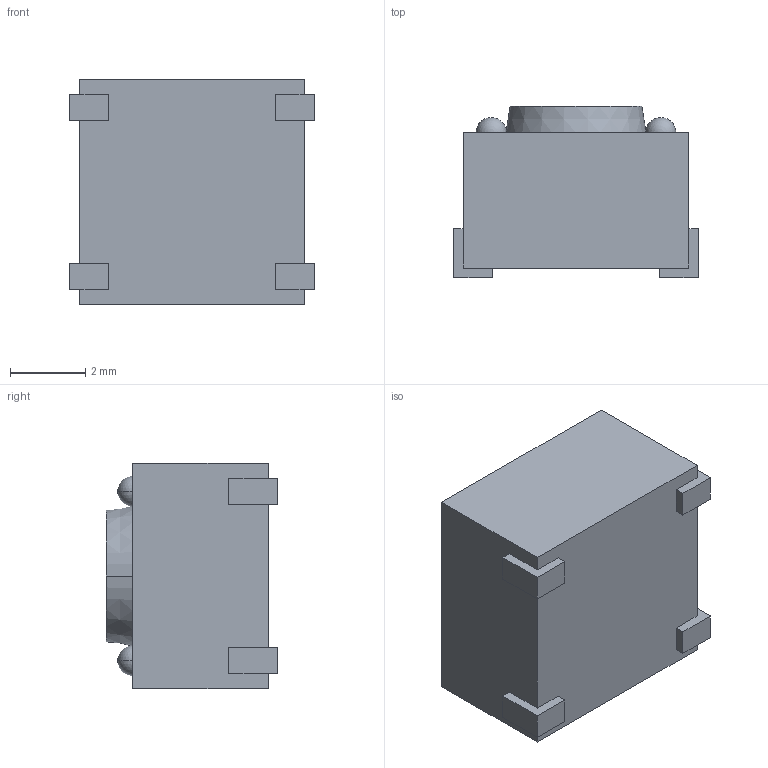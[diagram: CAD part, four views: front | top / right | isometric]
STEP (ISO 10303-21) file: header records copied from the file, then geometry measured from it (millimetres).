
FILE_DESCRIPTION (( 'STEP AP214' ), '1' );
FILE_NAME ('User Library-TL3301.STEP', '2013-07-28T09:01:27', ( 'Windows User' ), ( '' ), 'SwSTEP 2.0', 'SolidWorks 2013', '' );
FILE_SCHEMA (( 'AUTOMOTIVE_DESIGN' ));
Length unit declared in the file: millimetre
Products named in the file (1): User Library-TL3301
Bounding box: 6.5 x 4.55 x 6 mm (x, y, z)
Volume: 138.8 mm3; surface area: 174.2 mm2
Topology: 1 solids, 1 shells, 41 faces, 122 edges, 80 vertices
Faces by surface type: plane 31, sphere 8, cone 2
Entity records: 1286 total; most frequent: CARTESIAN_POINT 220, ORIENTED_EDGE 212, DIRECTION 210, EDGE_CURVE 106, LINE 86, VECTOR 86, VERTEX_POINT 72, AXIS2_PLACEMENT_3D 62
